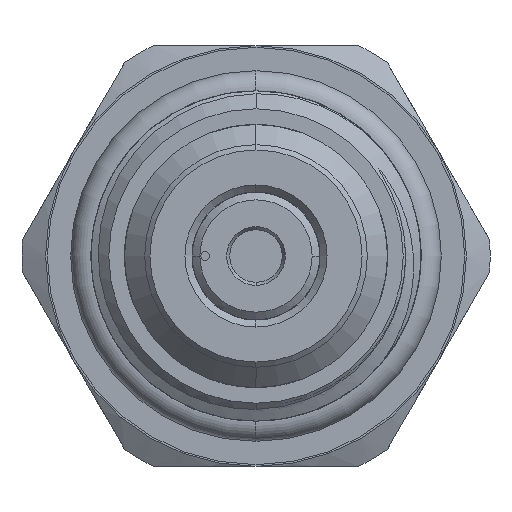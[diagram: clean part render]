
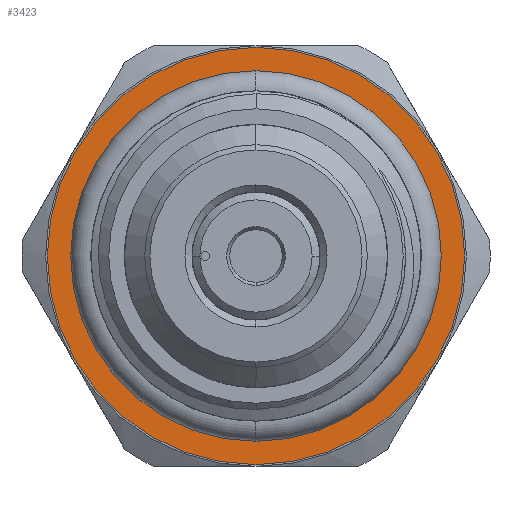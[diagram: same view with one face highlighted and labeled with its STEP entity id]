
A CAD part, left-side view. The second image highlights one B-rep face of the part: STEP entity #3423.
In plain terms, the highlighted planar face has unit normal (-1, 0, 0).
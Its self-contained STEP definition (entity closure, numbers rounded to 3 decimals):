
#284 = CARTESIAN_POINT ( 'NONE',  ( -37.924, 0., -8.895 ) ) ;
#384 = CIRCLE ( 'NONE', #7733, 11.9 ) ;
#503 = CARTESIAN_POINT ( 'NONE',  ( -37.924, 0., 11.9 ) ) ;
#1013 = VERTEX_POINT ( 'NONE', #503 ) ;
#1094 = CARTESIAN_POINT ( 'NONE',  ( -37.924, 0., 0. ) ) ;
#1362 = EDGE_LOOP ( 'NONE', ( #5485, #8945 ) ) ;
#1851 = DIRECTION ( 'NONE',  ( 0., 0., 1. ) ) ;
#1890 = CARTESIAN_POINT ( 'NONE',  ( -37.924, 0., 0. ) ) ;
#2024 = EDGE_CURVE ( 'NONE', #7324, #7926, #6063, .T. ) ;
#2111 = DIRECTION ( 'NONE',  ( 0., 0., 1. ) ) ;
#3423 = ADVANCED_FACE ( 'NONE', ( #8927, #5245 ), #4265, .T. ) ;
#3443 = CARTESIAN_POINT ( 'NONE',  ( -37.924, 0., 0. ) ) ;
#3668 = DIRECTION ( 'NONE',  ( 0., 0., 1. ) ) ;
#3791 = ORIENTED_EDGE ( 'NONE', *, *, #2024, .T. ) ;
#3956 = AXIS2_PLACEMENT_3D ( 'NONE', #3443, #4882, #6350 ) ;
#4265 = PLANE ( 'NONE',  #4748 ) ;
#4626 = AXIS2_PLACEMENT_3D ( 'NONE', #1094, #6218, #1851 ) ;
#4748 = AXIS2_PLACEMENT_3D ( 'NONE', #8706, #7170, #3668 ) ;
#4882 = DIRECTION ( 'NONE',  ( 1., 0., 0. ) ) ;
#5245 = FACE_OUTER_BOUND ( 'NONE', #1362, .T. ) ;
#5485 = ORIENTED_EDGE ( 'NONE', *, *, #8138, .T. ) ;
#5561 = CARTESIAN_POINT ( 'NONE',  ( -37.924, 0., 0. ) ) ;
#5749 = ORIENTED_EDGE ( 'NONE', *, *, #8373, .T. ) ;
#5847 = AXIS2_PLACEMENT_3D ( 'NONE', #5561, #8616, #2111 ) ;
#6063 = CIRCLE ( 'NONE', #4626, 8.895 ) ;
#6218 = DIRECTION ( 'NONE',  ( 1., 0., 0. ) ) ;
#6350 = DIRECTION ( 'NONE',  ( 0., 0., 1. ) ) ;
#6364 = CARTESIAN_POINT ( 'NONE',  ( -37.924, 0., -11.9 ) ) ;
#6400 = VERTEX_POINT ( 'NONE', #6364 ) ;
#6976 = DIRECTION ( 'NONE',  ( 0., 0., 1. ) ) ;
#7072 = CARTESIAN_POINT ( 'NONE',  ( -37.924, 0., 8.895 ) ) ;
#7170 = DIRECTION ( 'NONE',  ( -1., 0., 0. ) ) ;
#7184 = EDGE_LOOP ( 'NONE', ( #5749, #3791 ) ) ;
#7324 = VERTEX_POINT ( 'NONE', #284 ) ;
#7714 = CIRCLE ( 'NONE', #3956, 8.895 ) ;
#7733 = AXIS2_PLACEMENT_3D ( 'NONE', #1890, #9155, #6976 ) ;
#7926 = VERTEX_POINT ( 'NONE', #7072 ) ;
#8042 = CIRCLE ( 'NONE', #5847, 11.9 ) ;
#8138 = EDGE_CURVE ( 'NONE', #1013, #6400, #384, .T. ) ;
#8373 = EDGE_CURVE ( 'NONE', #7926, #7324, #7714, .T. ) ;
#8616 = DIRECTION ( 'NONE',  ( -1., 0., 0. ) ) ;
#8706 = CARTESIAN_POINT ( 'NONE',  ( -37.924, 11.9, 0. ) ) ;
#8927 = FACE_BOUND ( 'NONE', #7184, .T. ) ;
#8945 = ORIENTED_EDGE ( 'NONE', *, *, #9318, .T. ) ;
#9155 = DIRECTION ( 'NONE',  ( -1., 0., 0. ) ) ;
#9318 = EDGE_CURVE ( 'NONE', #6400, #1013, #8042, .T. ) ;
